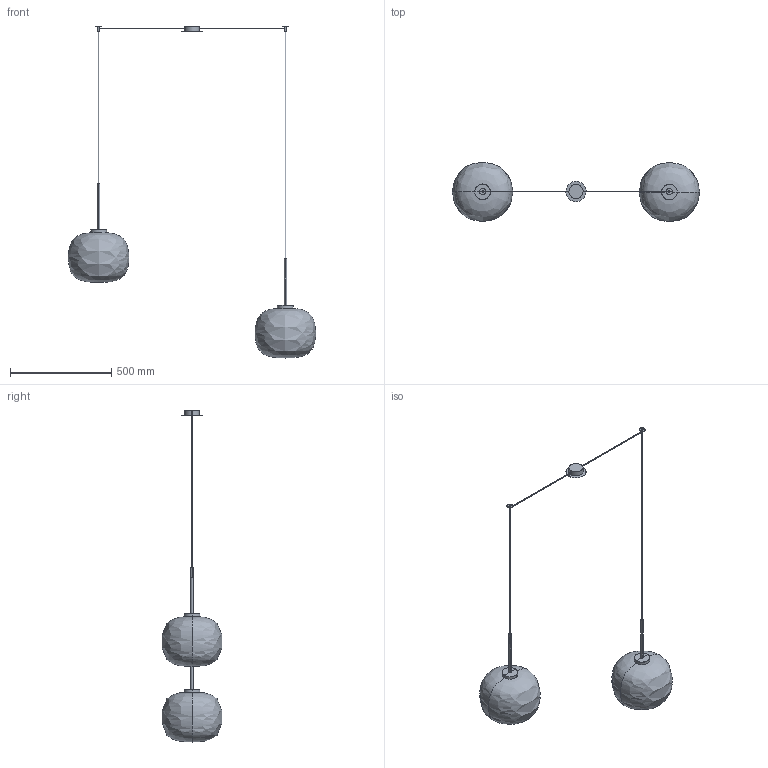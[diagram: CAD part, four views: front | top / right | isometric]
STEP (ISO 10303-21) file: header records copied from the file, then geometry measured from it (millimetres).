
FILE_DESCRIPTION(/* description */ (''),/* implementation_level */ '2;1');
FILE_NAME(/* name */ '1744.123.KIT_BOMBO',/* time_stamp */ '2024-04-09T16:22:36+02:00',/* author */ (''),/* organization */ (''),/* preprocessor_version */ 'ST-DEVELOPER v16.5',/* originating_system */ 'Rhino 7.15',/* authorisation */ '');
FILE_SCHEMA (('CONFIG_CONTROL_DESIGN'));
Length unit declared in the file: millimetre
Products named in the file (1): Document
Bounding box: 1224.76 x 295.56 x 1643.07 mm (x, y, z)
Volume: 180270 mm3; surface area: 653439.3 mm2
Topology: 11 solids, 17 shells, 70 faces, 142 edges, 80 vertices
Faces by surface type: bspline 28, cylinder 26, plane 16
Entity records: 2277 total; most frequent: CARTESIAN_POINT 1365, ORIENTED_EDGE 232, EDGE_CURVE 126, VERTEX_POINT 80, ADVANCED_FACE 70, FACE_OUTER_BOUND 70, EDGE_LOOP 70, DIRECTION 48
